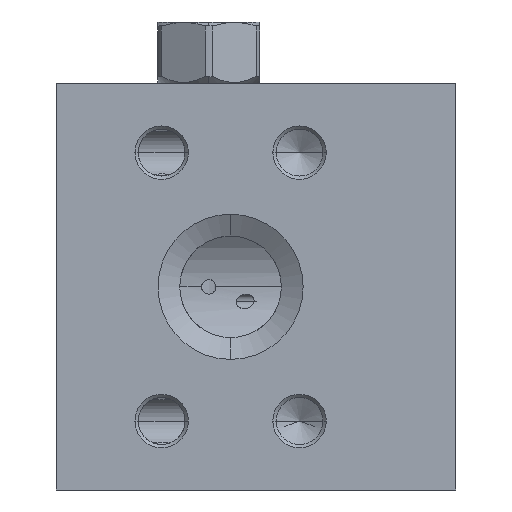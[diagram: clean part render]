
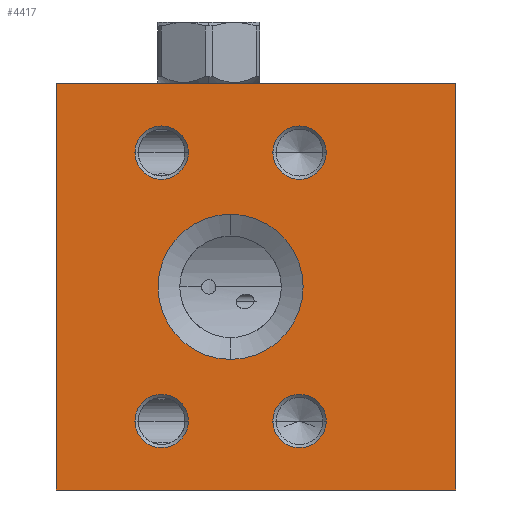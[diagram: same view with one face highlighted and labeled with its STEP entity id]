
A CAD part, front view. The second image highlights one B-rep face of the part: STEP entity #4417.
In plain terms, the highlighted planar face has unit normal (0, -1, 0).
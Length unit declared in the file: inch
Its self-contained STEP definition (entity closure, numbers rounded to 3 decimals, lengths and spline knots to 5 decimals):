
#5=DIRECTION('',(1.,0.,0.));
#6=VECTOR('',#5,3.438);
#7=CARTESIAN_POINT('',(0.,-7.,0.));
#8=LINE('',#7,#6);
#195=DIRECTION('',(0.,0.,1.));
#196=VECTOR('',#195,3.5);
#197=CARTESIAN_POINT('',(3.438,-7.,0.));
#198=LINE('',#197,#196);
#219=DIRECTION('',(0.,0.,1.));
#220=VECTOR('',#219,3.5);
#221=CARTESIAN_POINT('',(0.,-7.,0.));
#222=LINE('',#221,#220);
#223=CARTESIAN_POINT('',(1.5,-7.,1.75));
#224=DIRECTION('',(0.,1.,0.));
#225=DIRECTION('',(0.,0.,-1.));
#226=AXIS2_PLACEMENT_3D('',#223,#224,#225);
#228=CARTESIAN_POINT('',(1.5,-7.,1.75));
#229=DIRECTION('',(0.,1.,0.));
#230=DIRECTION('',(0.,0.,1.));
#231=AXIS2_PLACEMENT_3D('',#228,#229,#230);
#233=CARTESIAN_POINT('',(0.906,-7.,0.594));
#234=DIRECTION('',(0.,1.,0.));
#235=DIRECTION('',(-1.,0.,0.));
#236=AXIS2_PLACEMENT_3D('',#233,#234,#235);
#238=CARTESIAN_POINT('',(0.906,-7.,0.594));
#239=DIRECTION('',(0.,1.,0.));
#240=DIRECTION('',(1.,0.,0.));
#241=AXIS2_PLACEMENT_3D('',#238,#239,#240);
#243=CARTESIAN_POINT('',(2.094,-7.,0.594));
#244=DIRECTION('',(0.,1.,0.));
#245=DIRECTION('',(-1.,0.,0.));
#246=AXIS2_PLACEMENT_3D('',#243,#244,#245);
#248=CARTESIAN_POINT('',(2.094,-7.,0.594));
#249=DIRECTION('',(0.,1.,0.));
#250=DIRECTION('',(1.,0.,0.));
#251=AXIS2_PLACEMENT_3D('',#248,#249,#250);
#253=CARTESIAN_POINT('',(2.094,-7.,2.906));
#254=DIRECTION('',(0.,1.,0.));
#255=DIRECTION('',(-1.,0.,0.));
#256=AXIS2_PLACEMENT_3D('',#253,#254,#255);
#258=CARTESIAN_POINT('',(2.094,-7.,2.906));
#259=DIRECTION('',(0.,1.,0.));
#260=DIRECTION('',(1.,0.,0.));
#261=AXIS2_PLACEMENT_3D('',#258,#259,#260);
#263=CARTESIAN_POINT('',(0.906,-7.,2.906));
#264=DIRECTION('',(0.,1.,0.));
#265=DIRECTION('',(-1.,0.,0.));
#266=AXIS2_PLACEMENT_3D('',#263,#264,#265);
#268=CARTESIAN_POINT('',(0.906,-7.,2.906));
#269=DIRECTION('',(0.,1.,0.));
#270=DIRECTION('',(1.,0.,0.));
#271=AXIS2_PLACEMENT_3D('',#268,#269,#270);
#285=DIRECTION('',(1.,0.,0.));
#286=VECTOR('',#285,3.438);
#287=CARTESIAN_POINT('',(0.,-7.,3.5));
#288=LINE('',#287,#286);
#3625=CARTESIAN_POINT('',(0.,-7.,0.));
#3627=VERTEX_POINT('',#3625);
#3628=CARTESIAN_POINT('',(3.438,-7.,0.));
#3629=VERTEX_POINT('',#3628);
#3633=CARTESIAN_POINT('',(0.,-7.,3.5));
#3635=VERTEX_POINT('',#3633);
#3636=CARTESIAN_POINT('',(3.438,-7.,3.5));
#3637=VERTEX_POINT('',#3636);
#3936=CARTESIAN_POINT('',(1.5,-7.,1.125));
#3937=CARTESIAN_POINT('',(1.5,-7.,2.375));
#3938=VERTEX_POINT('',#3936);
#3939=VERTEX_POINT('',#3937);
#3954=CARTESIAN_POINT('',(0.676,-7.,0.594));
#3956=VERTEX_POINT('',#3954);
#3958=CARTESIAN_POINT('',(1.136,-7.,0.594));
#3960=VERTEX_POINT('',#3958);
#3968=CARTESIAN_POINT('',(1.864,-7.,0.594));
#3970=VERTEX_POINT('',#3968);
#3972=CARTESIAN_POINT('',(2.324,-7.,0.594));
#3974=VERTEX_POINT('',#3972);
#3982=CARTESIAN_POINT('',(1.864,-7.,2.906));
#3984=VERTEX_POINT('',#3982);
#3986=CARTESIAN_POINT('',(2.324,-7.,2.906));
#3988=VERTEX_POINT('',#3986);
#3990=CARTESIAN_POINT('',(0.676,-7.,2.906));
#3992=VERTEX_POINT('',#3990);
#3994=CARTESIAN_POINT('',(1.136,-7.,2.906));
#3996=VERTEX_POINT('',#3994);
#4375=CARTESIAN_POINT('',(0.,-7.,0.));
#4376=DIRECTION('',(0.,-1.,0.));
#4377=DIRECTION('',(1.,0.,0.));
#4378=AXIS2_PLACEMENT_3D('',#4375,#4376,#4377);
#4379=PLANE('',#4378);
#4380=ORIENTED_EDGE('',*,*,#4209,.F.);
#4381=ORIENTED_EDGE('',*,*,#4240,.T.);
#4383=ORIENTED_EDGE('',*,*,#4382,.T.);
#4384=ORIENTED_EDGE('',*,*,#4355,.F.);
#4385=EDGE_LOOP('',(#4380,#4381,#4383,#4384));
#4386=FACE_OUTER_BOUND('',#4385,.F.);
#4388=ORIENTED_EDGE('',*,*,#4387,.F.);
#4390=ORIENTED_EDGE('',*,*,#4389,.F.);
#4391=EDGE_LOOP('',(#4388,#4390));
#4392=FACE_BOUND('',#4391,.F.);
#4394=ORIENTED_EDGE('',*,*,#4393,.F.);
#4396=ORIENTED_EDGE('',*,*,#4395,.F.);
#4397=EDGE_LOOP('',(#4394,#4396));
#4398=FACE_BOUND('',#4397,.F.);
#4400=ORIENTED_EDGE('',*,*,#4399,.F.);
#4402=ORIENTED_EDGE('',*,*,#4401,.F.);
#4403=EDGE_LOOP('',(#4400,#4402));
#4404=FACE_BOUND('',#4403,.F.);
#4406=ORIENTED_EDGE('',*,*,#4405,.F.);
#4408=ORIENTED_EDGE('',*,*,#4407,.F.);
#4409=EDGE_LOOP('',(#4406,#4408));
#4410=FACE_BOUND('',#4409,.F.);
#4412=ORIENTED_EDGE('',*,*,#4411,.F.);
#4414=ORIENTED_EDGE('',*,*,#4413,.F.);
#4415=EDGE_LOOP('',(#4412,#4414));
#4416=FACE_BOUND('',#4415,.F.);
#4417=ADVANCED_FACE('',(#4386,#4392,#4398,#4404,#4410,#4416),#4379,.T.);
#227=CIRCLE('',#226,0.625);
#232=CIRCLE('',#231,0.625);
#237=CIRCLE('',#236,0.23);
#242=CIRCLE('',#241,0.23);
#247=CIRCLE('',#246,0.23);
#252=CIRCLE('',#251,0.23);
#257=CIRCLE('',#256,0.23);
#262=CIRCLE('',#261,0.23);
#267=CIRCLE('',#266,0.23);
#272=CIRCLE('',#271,0.23);
#4209=EDGE_CURVE('',#3627,#3629,#8,.T.);
#4240=EDGE_CURVE('',#3627,#3635,#222,.T.);
#4355=EDGE_CURVE('',#3629,#3637,#198,.T.);
#4382=EDGE_CURVE('',#3635,#3637,#288,.T.);
#4387=EDGE_CURVE('',#3938,#3939,#227,.T.);
#4389=EDGE_CURVE('',#3939,#3938,#232,.T.);
#4393=EDGE_CURVE('',#3956,#3960,#237,.T.);
#4395=EDGE_CURVE('',#3960,#3956,#242,.T.);
#4399=EDGE_CURVE('',#3970,#3974,#247,.T.);
#4401=EDGE_CURVE('',#3974,#3970,#252,.T.);
#4405=EDGE_CURVE('',#3984,#3988,#257,.T.);
#4407=EDGE_CURVE('',#3988,#3984,#262,.T.);
#4411=EDGE_CURVE('',#3992,#3996,#267,.T.);
#4413=EDGE_CURVE('',#3996,#3992,#272,.T.);
